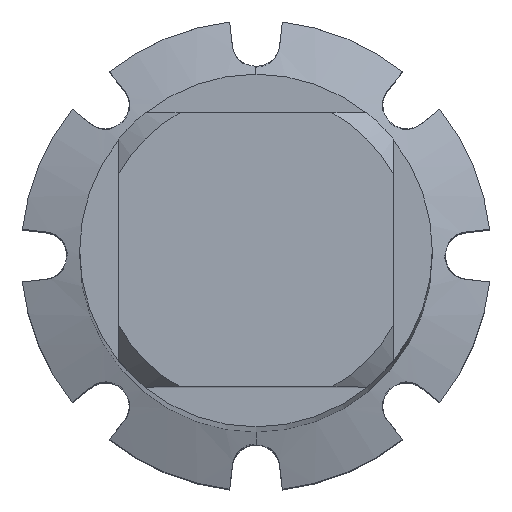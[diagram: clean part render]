
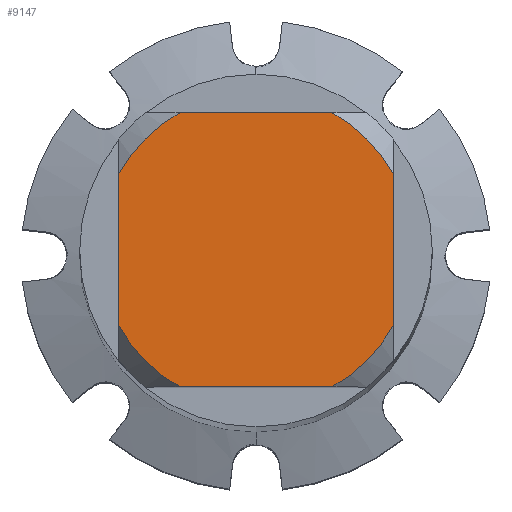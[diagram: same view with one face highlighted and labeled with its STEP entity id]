
A CAD part, top view. The second image highlights one B-rep face of the part: STEP entity #9147.
In plain terms, the highlighted planar face has unit normal (0, 0, 1).
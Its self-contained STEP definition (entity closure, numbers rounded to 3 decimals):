
#3561=VERTEX_POINT('',#10629);
#3965=EDGE_CURVE('',#5571,#5821,#11067,.T.);
#4665=EDGE_CURVE('',#9995,#6157,#11842,.T.);
#5319=EDGE_CURVE('',#9995,#5821,#12543,.T.);
#5571=VERTEX_POINT('',#12815);
#5821=VERTEX_POINT('',#13087);
#6051=VERTEX_POINT('',#13329);
#6157=VERTEX_POINT('',#13442);
#6533=VERTEX_POINT('',#13850);
#6793=VERTEX_POINT('',#14129);
#6977=EDGE_CURVE('',#3561,#6533,#14326,.T.);
#7215=EDGE_CURVE('',#3561,#6793,#14580,.T.);
#9147=ADVANCED_FACE('',(#16687),#16688,.T.);
#9153=EDGE_CURVE('',#6051,#6793,#16695,.T.);
#9225=EDGE_CURVE('',#5571,#6533,#16773,.T.);
#9995=VERTEX_POINT('',#17615);
#10393=EDGE_CURVE('',#6051,#6157,#18041,.T.);
#10629=CARTESIAN_POINT('',(-3.5,1.936,0.0));
#11067=LINE('',#19114,#19115);
#11842=LINE('',#20478,#20479);
#12543=CIRCLE('',#21827,4.0);
#12815=CARTESIAN_POINT('',(-1.936,-3.5,0.0));
#13087=CARTESIAN_POINT('',(1.936,-3.5,0.0));
#13329=CARTESIAN_POINT('',(1.936,3.5,0.0));
#13442=CARTESIAN_POINT('',(3.5,1.936,0.0));
#13850=CARTESIAN_POINT('',(-3.5,-1.936,0.0));
#14129=CARTESIAN_POINT('',(-1.936,3.5,0.0));
#14326=LINE('',#25030,#25031);
#14580=CIRCLE('',#25463,4.0);
#16687=FACE_OUTER_BOUND('',#29244,.T.);
#16688=PLANE('',#29245);
#16695=LINE('',#29255,#29256);
#16773=CIRCLE('',#29392,4.0);
#17615=CARTESIAN_POINT('',(3.5,-1.936,0.0));
#18041=CIRCLE('',#31637,4.0);
#19114=CARTESIAN_POINT('',(0.0,-3.5,0.0));
#19115=VECTOR('',#32485,1.0);
#20478=CARTESIAN_POINT('',(3.5,1.0,0.0));
#20479=VECTOR('',#33597,1.0);
#21827=AXIS2_PLACEMENT_3D('',#34322,#34323,#34324);
#25030=CARTESIAN_POINT('',(-3.5,1.0,0.0));
#25031=VECTOR('',#35999,1.0);
#25463=AXIS2_PLACEMENT_3D('',#36220,#36221,#36222);
#29244=EDGE_LOOP('',(#38390,#38391,#38392,#38393,#38394,#38395,#38396,#38397));
#29245=AXIS2_PLACEMENT_3D('',#38398,#38399,#38400);
#29255=CARTESIAN_POINT('',(0.0,3.5,0.0));
#29256=VECTOR('',#38410,1.0);
#29392=AXIS2_PLACEMENT_3D('',#38482,#38483,#38484);
#31637=AXIS2_PLACEMENT_3D('',#40005,#40006,#40007);
#32485=DIRECTION('',(1.0,0.0,0.0));
#33597=DIRECTION('',(-0.0,1.0,0.0));
#34322=CARTESIAN_POINT('',(0.0,0.0,0.0));
#34323=DIRECTION('',(0.0,0.0,-1.0));
#34324=DIRECTION('',(0.0,1.0,0.0));
#35999=DIRECTION('',(-0.0,-1.0,0.0));
#36220=CARTESIAN_POINT('',(0.0,0.0,0.0));
#36221=DIRECTION('',(0.0,0.0,-1.0));
#36222=DIRECTION('',(0.0,1.0,0.0));
#38390=ORIENTED_EDGE('',*,*,#6977,.T.);
#38391=ORIENTED_EDGE('',*,*,#9225,.F.);
#38392=ORIENTED_EDGE('',*,*,#3965,.T.);
#38393=ORIENTED_EDGE('',*,*,#5319,.F.);
#38394=ORIENTED_EDGE('',*,*,#4665,.T.);
#38395=ORIENTED_EDGE('',*,*,#10393,.F.);
#38396=ORIENTED_EDGE('',*,*,#9153,.T.);
#38397=ORIENTED_EDGE('',*,*,#7215,.F.);
#38398=CARTESIAN_POINT('',(0.0,2.0,0.0));
#38399=DIRECTION('',(-0.0,0.0,1.0));
#38400=DIRECTION('',(0.0,-1.0,0.0));
#38410=DIRECTION('',(-1.0,0.0,0.0));
#38482=CARTESIAN_POINT('',(0.0,0.0,0.0));
#38483=DIRECTION('',(0.0,0.0,-1.0));
#38484=DIRECTION('',(0.0,1.0,0.0));
#40005=CARTESIAN_POINT('',(0.0,0.0,0.0));
#40006=DIRECTION('',(0.0,0.0,-1.0));
#40007=DIRECTION('',(0.0,1.0,0.0));
